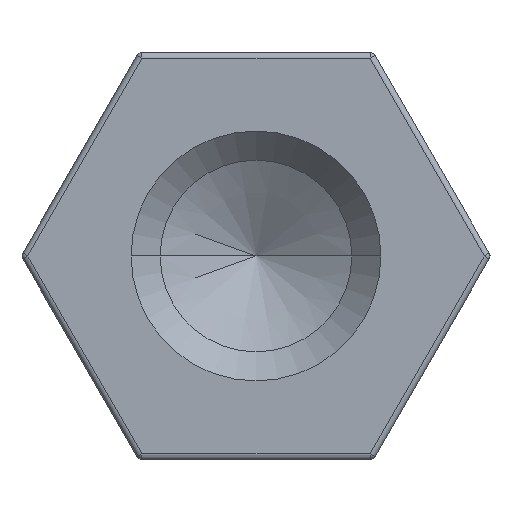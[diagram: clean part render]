
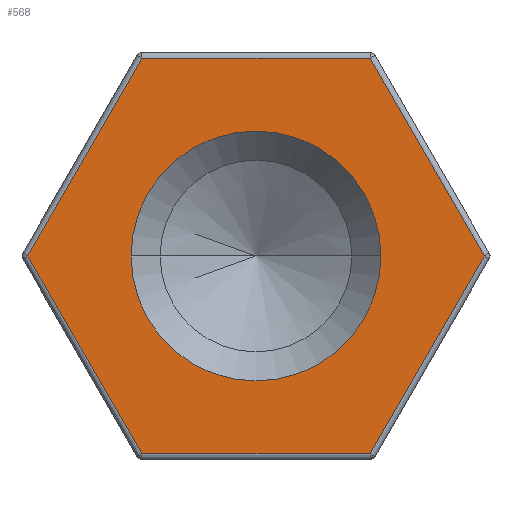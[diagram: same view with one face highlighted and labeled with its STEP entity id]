
A CAD part, left-side view. The second image highlights one B-rep face of the part: STEP entity #568.
In plain terms, the highlighted planar face has unit normal (-1, 0, 0).
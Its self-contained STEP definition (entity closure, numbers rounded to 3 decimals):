
#11 = DIRECTION ( 'NONE',  ( 0., 1., 0. ) ) ;
#21 = DIRECTION ( 'NONE',  ( 1., 0., 0. ) ) ;
#25 = CARTESIAN_POINT ( 'NONE',  ( 0., 0., 0. ) ) ;
#34 = CARTESIAN_POINT ( 'NONE',  ( 0., -2.944, 1.7 ) ) ;
#49 = DIRECTION ( 'NONE',  ( 0., 0.5, 0.866 ) ) ;
#54 = CARTESIAN_POINT ( 'NONE',  ( 0., 2.15, 0. ) ) ;
#63 = CARTESIAN_POINT ( 'NONE',  ( 0., -1.963, 3.4 ) ) ;
#94 = LINE ( 'NONE', #280, #488 ) ;
#118 = LINE ( 'NONE', #1152, #835 ) ;
#130 = DIRECTION ( 'NONE',  ( 0., 1., 0. ) ) ;
#131 = DIRECTION ( 'NONE',  ( 1., 0., 0. ) ) ;
#134 = PLANE ( 'NONE',  #1284 ) ;
#139 = VECTOR ( 'NONE', #498, 1000. ) ;
#146 = VECTOR ( 'NONE', #289, 1000. ) ;
#147 = CARTESIAN_POINT ( 'NONE',  ( 0., 0., 0. ) ) ;
#161 = LINE ( 'NONE', #569, #139 ) ;
#171 = CIRCLE ( 'NONE', #749, 2.15 ) ;
#196 = CIRCLE ( 'NONE', #1339, 2.15 ) ;
#198 = EDGE_CURVE ( 'NONE', #730, #1139, #563, .T. ) ;
#204 = CARTESIAN_POINT ( 'NONE',  ( 0., 3.926, 0. ) ) ;
#268 = FACE_OUTER_BOUND ( 'NONE', #1109, .T. ) ;
#279 = FACE_BOUND ( 'NONE', #1132, .T. ) ;
#280 = CARTESIAN_POINT ( 'NONE',  ( 0., 0., 3.4 ) ) ;
#282 = DIRECTION ( 'NONE',  ( 0., 1., 0. ) ) ;
#289 = DIRECTION ( 'NONE',  ( 0., -0.5, 0.866 ) ) ;
#370 = LINE ( 'NONE', #34, #372 ) ;
#372 = VECTOR ( 'NONE', #49, 1000. ) ;
#475 = ORIENTED_EDGE ( 'NONE', *, *, #1281, .T. ) ;
#488 = VECTOR ( 'NONE', #282, 1000. ) ;
#498 = DIRECTION ( 'NONE',  ( 0., -1., 0. ) ) ;
#499 = DIRECTION ( 'NONE',  ( 0., -0.5, -0.866 ) ) ;
#520 = CARTESIAN_POINT ( 'NONE',  ( 0., -1.963, -3.4 ) ) ;
#521 = VECTOR ( 'NONE', #499, 1000. ) ;
#544 = LINE ( 'NONE', #826, #146 ) ;
#553 = CARTESIAN_POINT ( 'NONE',  ( 0., 2.944, -1.7 ) ) ;
#563 = LINE ( 'NONE', #553, #521 ) ;
#568 = ADVANCED_FACE ( 'NONE', ( #268, #279 ), #134, .F. ) ;
#569 = CARTESIAN_POINT ( 'NONE',  ( 0., 0., -3.4 ) ) ;
#604 = VERTEX_POINT ( 'NONE', #63 ) ;
#662 = ORIENTED_EDGE ( 'NONE', *, *, #1163, .T. ) ;
#675 = EDGE_CURVE ( 'NONE', #1127, #604, #370, .T. ) ;
#720 = ORIENTED_EDGE ( 'NONE', *, *, #958, .T. ) ;
#730 = VERTEX_POINT ( 'NONE', #204 ) ;
#749 = AXIS2_PLACEMENT_3D ( 'NONE', #1297, #1245, #1229 ) ;
#767 = ORIENTED_EDGE ( 'NONE', *, *, #895, .T. ) ;
#785 = EDGE_CURVE ( 'NONE', #797, #1046, #196, .T. ) ;
#797 = VERTEX_POINT ( 'NONE', #54 ) ;
#826 = CARTESIAN_POINT ( 'NONE',  ( 0., -2.944, -1.7 ) ) ;
#835 = VECTOR ( 'NONE', #1244, 1000. ) ;
#847 = CARTESIAN_POINT ( 'NONE',  ( 0., 1.963, -3.4 ) ) ;
#858 = ORIENTED_EDGE ( 'NONE', *, *, #675, .T. ) ;
#892 = VERTEX_POINT ( 'NONE', #1360 ) ;
#895 = EDGE_CURVE ( 'NONE', #1046, #797, #171, .T. ) ;
#896 = ORIENTED_EDGE ( 'NONE', *, *, #198, .T. ) ;
#929 = ORIENTED_EDGE ( 'NONE', *, *, #785, .T. ) ;
#958 = EDGE_CURVE ( 'NONE', #1139, #969, #161, .T. ) ;
#969 = VERTEX_POINT ( 'NONE', #520 ) ;
#1046 = VERTEX_POINT ( 'NONE', #1381 ) ;
#1109 = EDGE_LOOP ( 'NONE', ( #858, #662, #475, #896, #720, #1121 ) ) ;
#1121 = ORIENTED_EDGE ( 'NONE', *, *, #1334, .T. ) ;
#1127 = VERTEX_POINT ( 'NONE', #1310 ) ;
#1132 = EDGE_LOOP ( 'NONE', ( #929, #767 ) ) ;
#1139 = VERTEX_POINT ( 'NONE', #847 ) ;
#1152 = CARTESIAN_POINT ( 'NONE',  ( 0., 2.944, 1.7 ) ) ;
#1163 = EDGE_CURVE ( 'NONE', #604, #892, #94, .T. ) ;
#1229 = DIRECTION ( 'NONE',  ( 0., 1., 0. ) ) ;
#1244 = DIRECTION ( 'NONE',  ( 0., 0.5, -0.866 ) ) ;
#1245 = DIRECTION ( 'NONE',  ( 1., 0., 0. ) ) ;
#1281 = EDGE_CURVE ( 'NONE', #892, #730, #118, .T. ) ;
#1284 = AXIS2_PLACEMENT_3D ( 'NONE', #147, #131, #130 ) ;
#1297 = CARTESIAN_POINT ( 'NONE',  ( 0., 0., 0. ) ) ;
#1310 = CARTESIAN_POINT ( 'NONE',  ( 0., -3.926, 0. ) ) ;
#1334 = EDGE_CURVE ( 'NONE', #969, #1127, #544, .T. ) ;
#1339 = AXIS2_PLACEMENT_3D ( 'NONE', #25, #21, #11 ) ;
#1360 = CARTESIAN_POINT ( 'NONE',  ( 0., 1.963, 3.4 ) ) ;
#1381 = CARTESIAN_POINT ( 'NONE',  ( 0., -2.15, 0. ) ) ;
